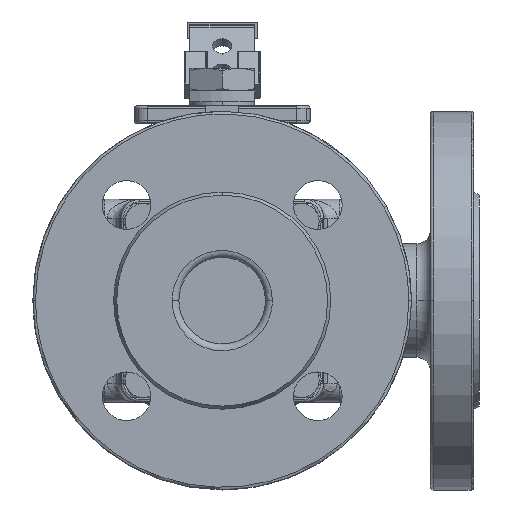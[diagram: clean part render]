
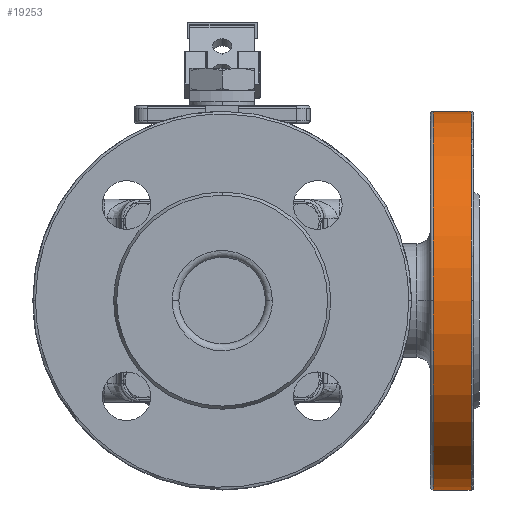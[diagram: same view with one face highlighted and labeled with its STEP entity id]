
A CAD part, left-side view. The second image highlights one B-rep face of the part: STEP entity #19253.
In plain terms, the highlighted cylindrical face has radius 70 mm (diameter 140 mm), a partial arc.
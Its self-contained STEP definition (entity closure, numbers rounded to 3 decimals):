
#19155=CARTESIAN_POINT('',(-70.,-92.,0.));
#19156=VERTEX_POINT('',#19155);
#19185=CARTESIAN_POINT('',(-0.,-92.,-70.));
#19186=VERTEX_POINT('',#19185);
#19187=CARTESIAN_POINT('',(-0.,-92.,0.));
#19188=DIRECTION('',(0.,-1.,0.));
#19189=DIRECTION('',(1.,0.,-0.));
#19190=AXIS2_PLACEMENT_3D('',#19187,#19188,#19189);
#19191=CIRCLE('',#19190,70.);
#19192=EDGE_CURVE('',#19156,#19186,#19191,.T.);
#19204=CARTESIAN_POINT('',(-0.,-85.,0.));
#19205=DIRECTION('',(0.,-1.,0.));
#19206=DIRECTION('',(-0.,-0.,-1.));
#19207=AXIS2_PLACEMENT_3D('',#19204,#19205,#19206);
#19208=CYLINDRICAL_SURFACE('',#19207,70.);
#19209=CARTESIAN_POINT('',(-0.,-78.,-70.));
#19210=VERTEX_POINT('',#19209);
#19211=CARTESIAN_POINT('',(-0.,-92.,-70.));
#19212=DIRECTION('',(-0.,1.,-0.));
#19213=VECTOR('',#19212,14.);
#19214=LINE('',#19211,#19213);
#19215=EDGE_CURVE('',#19186,#19210,#19214,.T.);
#19216=ORIENTED_EDGE('',*,*,#19215,.F.);
#19217=ORIENTED_EDGE('',*,*,#19192,.F.);
#19218=CARTESIAN_POINT('',(-0.,-92.,70.));
#19219=VERTEX_POINT('',#19218);
#19220=CARTESIAN_POINT('',(-0.,-92.,0.));
#19221=DIRECTION('',(0.,-1.,0.));
#19222=DIRECTION('',(-0.,-0.,-1.));
#19223=AXIS2_PLACEMENT_3D('',#19220,#19221,#19222);
#19224=CIRCLE('',#19223,70.);
#19225=EDGE_CURVE('',#19219,#19156,#19224,.T.);
#19226=ORIENTED_EDGE('',*,*,#19225,.F.);
#19227=CARTESIAN_POINT('',(-0.,-78.,70.));
#19228=VERTEX_POINT('',#19227);
#19229=CARTESIAN_POINT('',(-0.,-78.,70.));
#19230=DIRECTION('',(0.,-1.,0.));
#19231=VECTOR('',#19230,14.);
#19232=LINE('',#19229,#19231);
#19233=EDGE_CURVE('',#19228,#19219,#19232,.T.);
#19234=ORIENTED_EDGE('',*,*,#19233,.F.);
#19235=CARTESIAN_POINT('',(-70.,-78.,0.));
#19236=VERTEX_POINT('',#19235);
#19237=CARTESIAN_POINT('',(-0.,-78.,0.));
#19238=DIRECTION('',(-0.,1.,-0.));
#19239=DIRECTION('',(-0.,-0.,-1.));
#19240=AXIS2_PLACEMENT_3D('',#19237,#19238,#19239);
#19241=CIRCLE('',#19240,70.);
#19242=EDGE_CURVE('',#19236,#19228,#19241,.T.);
#19243=ORIENTED_EDGE('',*,*,#19242,.F.);
#19244=CARTESIAN_POINT('',(-0.,-78.,0.));
#19245=DIRECTION('',(-0.,1.,-0.));
#19246=DIRECTION('',(-0.,-0.,-1.));
#19247=AXIS2_PLACEMENT_3D('',#19244,#19245,#19246);
#19248=CIRCLE('',#19247,70.);
#19249=EDGE_CURVE('',#19210,#19236,#19248,.T.);
#19250=ORIENTED_EDGE('',*,*,#19249,.F.);
#19251=EDGE_LOOP('',(#19216,#19217,#19226,#19234,#19243,#19250));
#19252=FACE_BOUND('',#19251,.T.);
#19253=ADVANCED_FACE('',(#19252),#19208,.T.);
